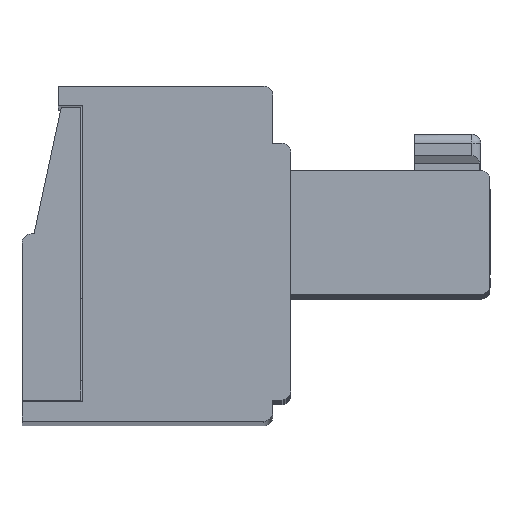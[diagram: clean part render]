
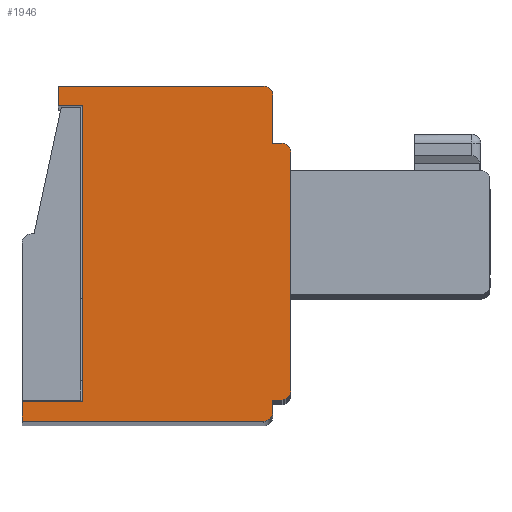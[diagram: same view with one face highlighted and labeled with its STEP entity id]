
A CAD part, top view. The second image highlights one B-rep face of the part: STEP entity #1946.
In plain terms, the highlighted planar face has unit normal (0, 0, 1).
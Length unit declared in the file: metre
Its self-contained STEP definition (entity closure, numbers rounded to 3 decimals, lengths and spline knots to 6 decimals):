
#1946=ADVANCED_FACE('',(#5675),#5676,.F.);
#5675=FACE_OUTER_BOUND('',#11446,.T.);
#5676=PLANE('',#11447);
#11446=EDGE_LOOP('',(#17439,#17440,#17441,#17442,#17443,#17444,#17445,#17446,#17447,#17448,#17449,#17450,#17451,#17452,#17453,#17454));
#11447=AXIS2_PLACEMENT_3D('',#17455,#17456,#17457);
#17439=ORIENTED_EDGE('',*,*,#33793,.T.);
#17440=ORIENTED_EDGE('',*,*,#33794,.T.);
#17441=ORIENTED_EDGE('',*,*,#33795,.T.);
#17442=ORIENTED_EDGE('',*,*,#33782,.T.);
#17443=ORIENTED_EDGE('',*,*,#33796,.T.);
#17444=ORIENTED_EDGE('',*,*,#33797,.F.);
#17445=ORIENTED_EDGE('',*,*,#33798,.T.);
#17446=ORIENTED_EDGE('',*,*,#33799,.T.);
#17447=ORIENTED_EDGE('',*,*,#33800,.T.);
#17448=ORIENTED_EDGE('',*,*,#33801,.T.);
#17449=ORIENTED_EDGE('',*,*,#33802,.T.);
#17450=ORIENTED_EDGE('',*,*,#33803,.T.);
#17451=ORIENTED_EDGE('',*,*,#33804,.T.);
#17452=ORIENTED_EDGE('',*,*,#33805,.F.);
#17453=ORIENTED_EDGE('',*,*,#33806,.T.);
#17454=ORIENTED_EDGE('',*,*,#33807,.T.);
#17455=CARTESIAN_POINT('',(0.013673,0.00851,0.083418));
#17456=DIRECTION('',(0.,0.,-1.0));
#17457=DIRECTION('',(0.0,-1.0,0.));
#33782=EDGE_CURVE('',#40347,#40345,#40348,.T.);
#33793=EDGE_CURVE('',#40364,#40365,#40366,.T.);
#33794=EDGE_CURVE('',#40365,#40367,#40368,.T.);
#33795=EDGE_CURVE('',#40367,#40347,#40369,.T.);
#33796=EDGE_CURVE('',#40345,#40370,#40371,.T.);
#33797=EDGE_CURVE('',#40372,#40370,#40373,.T.);
#33798=EDGE_CURVE('',#40372,#40374,#40375,.T.);
#33799=EDGE_CURVE('',#40374,#40376,#40377,.T.);
#33800=EDGE_CURVE('',#40376,#40378,#40379,.T.);
#33801=EDGE_CURVE('',#40378,#40380,#40381,.T.);
#33802=EDGE_CURVE('',#40380,#40382,#40383,.T.);
#33803=EDGE_CURVE('',#40382,#40384,#40385,.T.);
#33804=EDGE_CURVE('',#40384,#40386,#40387,.T.);
#33805=EDGE_CURVE('',#40388,#40386,#40389,.T.);
#33806=EDGE_CURVE('',#40388,#40390,#40391,.T.);
#33807=EDGE_CURVE('',#40390,#40364,#40392,.T.);
#40345=VERTEX_POINT('',#50159);
#40347=VERTEX_POINT('',#50162);
#40348=LINE('',#50163,#50164);
#40364=VERTEX_POINT('',#50184);
#40365=VERTEX_POINT('',#50185);
#40366=LINE('',#50186,#50187);
#40367=VERTEX_POINT('',#50188);
#40368=CIRCLE('',#50189,0.0003);
#40369=LINE('',#50190,#50191);
#40370=VERTEX_POINT('',#50192);
#40371=CIRCLE('',#50193,0.0003);
#40372=VERTEX_POINT('',#50194);
#40373=LINE('',#50195,#50196);
#40374=VERTEX_POINT('',#50197);
#40375=CIRCLE('',#50198,0.0003);
#40376=VERTEX_POINT('',#50199);
#40377=LINE('',#50200,#50201);
#40378=VERTEX_POINT('',#50202);
#40379=LINE('',#50203,#50204);
#40380=VERTEX_POINT('',#50205);
#40381=CIRCLE('',#50206,0.0003);
#40382=VERTEX_POINT('',#50207);
#40383=LINE('',#50208,#50209);
#40384=VERTEX_POINT('',#50210);
#40385=LINE('',#50211,#50212);
#40386=VERTEX_POINT('',#50213);
#40387=LINE('',#50214,#50215);
#40388=VERTEX_POINT('',#50216);
#40389=LINE('',#50217,#50218);
#40390=VERTEX_POINT('',#50219);
#40391=LINE('',#50220,#50221);
#40392=LINE('',#50222,#50223);
#50159=CARTESIAN_POINT('',(0.007073,0.00121,0.083418));
#50162=CARTESIAN_POINT('',(0.006773,0.00121,0.083418));
#50163=CARTESIAN_POINT('',(0.013673,0.00121,0.083418));
#50164=VECTOR('',#63823,1.0);
#50184=CARTESIAN_POINT('',(-0.001527,0.00051,0.083418));
#50185=CARTESIAN_POINT('',(0.006473,0.00051,0.083418));
#50186=CARTESIAN_POINT('',(0.013673,0.00051,0.083418));
#50187=VECTOR('',#63837,1.0);
#50188=CARTESIAN_POINT('',(0.006773,0.00081,0.083418));
#50189=AXIS2_PLACEMENT_3D('',#63838,#63839,#63840);
#50190=CARTESIAN_POINT('',(0.006773,0.00851,0.083418));
#50191=VECTOR('',#63841,1.0);
#50192=CARTESIAN_POINT('',(0.007373,0.00151,0.083418));
#50193=AXIS2_PLACEMENT_3D('',#63842,#63843,#63844);
#50194=CARTESIAN_POINT('',(0.007373,0.00941,0.083418));
#50195=CARTESIAN_POINT('',(0.007373,0.00941,0.083418));
#50196=VECTOR('',#63845,1.0);
#50197=CARTESIAN_POINT('',(0.007073,0.00971,0.083418));
#50198=AXIS2_PLACEMENT_3D('',#63846,#63847,#63848);
#50199=CARTESIAN_POINT('',(0.006773,0.00971,0.083418));
#50200=CARTESIAN_POINT('',(0.006773,0.00971,0.083418));
#50201=VECTOR('',#63849,1.0);
#50202=CARTESIAN_POINT('',(0.006773,0.01131,0.083418));
#50203=CARTESIAN_POINT('',(0.006773,0.00851,0.083418));
#50204=VECTOR('',#63850,1.0);
#50205=CARTESIAN_POINT('',(0.006473,0.01161,0.083418));
#50206=AXIS2_PLACEMENT_3D('',#63851,#63852,#63853);
#50207=CARTESIAN_POINT('',(-0.000327,0.01161,0.083418));
#50208=CARTESIAN_POINT('',(0.013673,0.01161,0.083418));
#50209=VECTOR('',#63854,1.0);
#50210=CARTESIAN_POINT('',(-0.000327,0.01096,0.083418));
#50211=CARTESIAN_POINT('',(-0.000327,0.00851,0.083418));
#50212=VECTOR('',#63855,1.0);
#50213=CARTESIAN_POINT('',(0.000473,0.01096,0.083418));
#50214=CARTESIAN_POINT('',(0.013673,0.01096,0.083418));
#50215=VECTOR('',#63856,1.0);
#50216=CARTESIAN_POINT('',(0.000473,0.00116,0.083418));
#50217=CARTESIAN_POINT('',(0.000473,0.00116,0.083418));
#50218=VECTOR('',#63857,1.0);
#50219=CARTESIAN_POINT('',(-0.001527,0.00116,0.083418));
#50220=CARTESIAN_POINT('',(0.013673,0.00116,0.083418));
#50221=VECTOR('',#63858,1.0);
#50222=CARTESIAN_POINT('',(-0.001527,0.00851,0.083418));
#50223=VECTOR('',#63859,1.0);
#63823=DIRECTION('',(1.0,0.,0.));
#63837=DIRECTION('',(1.0,0.,0.));
#63838=CARTESIAN_POINT('',(0.006473,0.00081,0.083418));
#63839=DIRECTION('',(0.,0.,1.0));
#63840=DIRECTION('',(-1.0,0.,0.));
#63841=DIRECTION('',(0.,1.0,0.));
#63842=CARTESIAN_POINT('',(0.007073,0.00151,0.083418));
#63843=DIRECTION('',(0.,0.,1.0));
#63844=DIRECTION('',(-1.0,0.,0.));
#63845=DIRECTION('',(0.,-1.0,0.0));
#63846=CARTESIAN_POINT('',(0.007073,0.00941,0.083418));
#63847=DIRECTION('',(0.,0.,1.0));
#63848=DIRECTION('',(-1.0,0.0,0.));
#63849=DIRECTION('',(-1.0,0.,0.));
#63850=DIRECTION('',(0.,1.0,0.));
#63851=CARTESIAN_POINT('',(0.006473,0.01131,0.083418));
#63852=DIRECTION('',(0.,0.,1.0));
#63853=DIRECTION('',(-1.0,0.,0.));
#63854=DIRECTION('',(-1.0,0.,0.));
#63855=DIRECTION('',(0.,-1.0,0.));
#63856=DIRECTION('',(1.0,0.,0.));
#63857=DIRECTION('',(0.,1.0,0.0));
#63858=DIRECTION('',(-1.0,0.,0.));
#63859=DIRECTION('',(0.,-1.0,0.));
